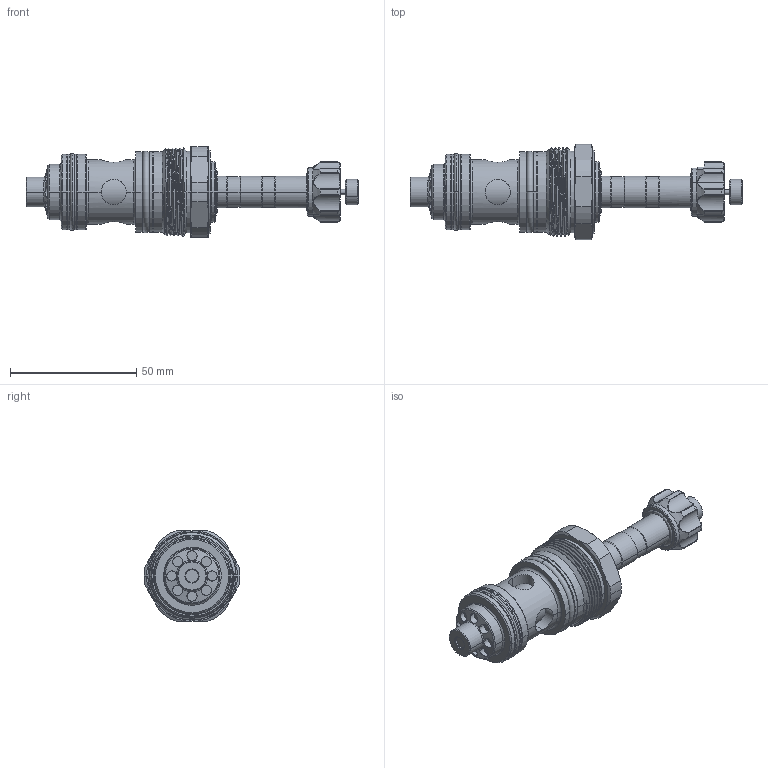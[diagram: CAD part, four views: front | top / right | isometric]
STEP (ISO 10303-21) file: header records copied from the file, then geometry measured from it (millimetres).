
FILE_DESCRIPTION (( 'STEP AP203' ), '1' );
FILE_NAME ('EP35MV2A12P05.STEP', '2020-04-07T08:18:32', ( '' ), ( '' ), 'SwSTEP 2.0', 'SolidWorks 2018', '' );
FILE_SCHEMA (( 'CONFIG_CONTROL_DESIGN' ));
Length unit declared in the file: millimetre
Products named in the file (1): EP35MV2A12P05
Bounding box: 131.35 x 37.9 x 36 mm (x, y, z)
Volume: 55176.9 mm3; surface area: 16355.5 mm2
Topology: 3 solids, 3 shells, 357 faces, 840 edges, 512 vertices
Faces by surface type: cylinder 157, cone 65, torus 51, plane 46, bspline 38
Entity records: 15876 total; most frequent: CARTESIAN_POINT 7899, ORIENTED_EDGE 1676, DIRECTION 1659, EDGE_CURVE 838, AXIS2_PLACEMENT_3D 721, VERTEX_POINT 512, CIRCLE 401, EDGE_LOOP 388
